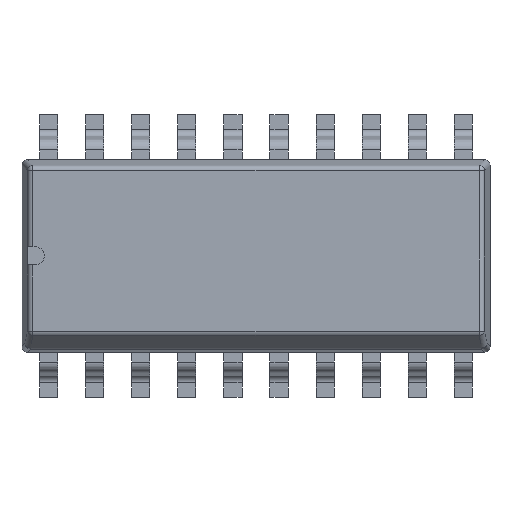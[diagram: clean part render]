
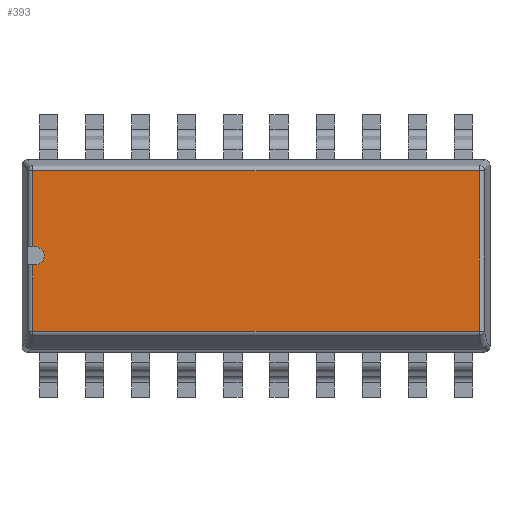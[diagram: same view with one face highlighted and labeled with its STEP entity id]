
A CAD part, top view. The second image highlights one B-rep face of the part: STEP entity #393.
In plain terms, the highlighted planar face has unit normal (0, 0, 1).
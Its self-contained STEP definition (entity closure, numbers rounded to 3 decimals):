
#190 = LINE ( 'NONE', #9504, #15117 ) ;
#393 = ADVANCED_FACE ( 'NONE', ( #4206 ), #3678, .F. ) ;
#583 = CARTESIAN_POINT ( 'NONE',  ( 6.148, -2.077, 2. ) ) ;
#817 = EDGE_CURVE ( 'NONE', #6170, #12232, #4842, .T. ) ;
#919 = CARTESIAN_POINT ( 'NONE',  ( -6.081, 0., 2. ) ) ;
#1097 = CARTESIAN_POINT ( 'NONE',  ( -6.148, 2.348, 2. ) ) ;
#1277 = VERTEX_POINT ( 'NONE', #11652 ) ;
#2032 = CARTESIAN_POINT ( 'NONE',  ( -6.274, 2.348, 2. ) ) ;
#2118 = DIRECTION ( 'NONE',  ( -1., 0., 0. ) ) ;
#2308 = CARTESIAN_POINT ( 'NONE',  ( -6.081, 0., 2. ) ) ;
#2400 = AXIS2_PLACEMENT_3D ( 'NONE', #3335, #3283, #3175 ) ;
#2683 = CARTESIAN_POINT ( 'NONE',  ( -6.148, -2.147, 2. ) ) ;
#2826 = CIRCLE ( 'NONE', #3089, 0.25 ) ;
#2973 = DIRECTION ( 'NONE',  ( 0., 1., 0. ) ) ;
#2976 = ORIENTED_EDGE ( 'NONE', *, *, #14294, .T. ) ;
#3018 = CARTESIAN_POINT ( 'NONE',  ( -6.148, -2.077, 2. ) ) ;
#3089 = AXIS2_PLACEMENT_3D ( 'NONE', #919, #9299, #2118 ) ;
#3175 = DIRECTION ( 'NONE',  ( -1., 0., 0. ) ) ;
#3185 = VERTEX_POINT ( 'NONE', #3018 ) ;
#3283 = DIRECTION ( 'NONE',  ( 0., 0., -1. ) ) ;
#3335 = CARTESIAN_POINT ( 'NONE',  ( 0., 0., 2. ) ) ;
#3545 = ORIENTED_EDGE ( 'NONE', *, *, #11045, .T. ) ;
#3551 = DIRECTION ( 'NONE',  ( -1., 0., 0. ) ) ;
#3561 = LINE ( 'NONE', #5004, #9509 ) ;
#3675 = EDGE_LOOP ( 'NONE', ( #12575, #13444, #13957, #14671, #12764, #13998, #7339, #3545, #2976 ) ) ;
#3678 = PLANE ( 'NONE',  #2400 ) ;
#3925 = VECTOR ( 'NONE', #11017, 1000. ) ;
#4206 = FACE_OUTER_BOUND ( 'NONE', #3675, .T. ) ;
#4276 = EDGE_CURVE ( 'NONE', #6170, #3185, #7403, .T. ) ;
#4842 = LINE ( 'NONE', #12186, #8037 ) ;
#5004 = CARTESIAN_POINT ( 'NONE',  ( -6.45, 0.25, 2. ) ) ;
#5154 = DIRECTION ( 'NONE',  ( 1., 0., 0. ) ) ;
#5191 = VERTEX_POINT ( 'NONE', #1097 ) ;
#5329 = CARTESIAN_POINT ( 'NONE',  ( -6.081, -0.25, 2. ) ) ;
#5381 = VECTOR ( 'NONE', #10376, 1000. ) ;
#6012 = DIRECTION ( 'NONE',  ( 1., 0., 0. ) ) ;
#6170 = VERTEX_POINT ( 'NONE', #11586 ) ;
#6232 = DIRECTION ( 'NONE',  ( -1., 0., 0. ) ) ;
#6521 = VERTEX_POINT ( 'NONE', #7742 ) ;
#7339 = ORIENTED_EDGE ( 'NONE', *, *, #9255, .T. ) ;
#7403 = LINE ( 'NONE', #10938, #14968 ) ;
#7742 = CARTESIAN_POINT ( 'NONE',  ( -5.831, 0., 2. ) ) ;
#8037 = VECTOR ( 'NONE', #5154, 1000. ) ;
#8358 = LINE ( 'NONE', #10096, #14492 ) ;
#9048 = EDGE_CURVE ( 'NONE', #6521, #15006, #2826, .T. ) ;
#9255 = EDGE_CURVE ( 'NONE', #3185, #15098, #190, .T. ) ;
#9299 = DIRECTION ( 'NONE',  ( 0., 0., 1. ) ) ;
#9504 = CARTESIAN_POINT ( 'NONE',  ( 6.274, -2.077, 2. ) ) ;
#9509 = VECTOR ( 'NONE', #6232, 1000. ) ;
#9711 = DIRECTION ( 'NONE',  ( 0., -1., 0. ) ) ;
#10096 = CARTESIAN_POINT ( 'NONE',  ( 6.148, 2.474, 2. ) ) ;
#10376 = DIRECTION ( 'NONE',  ( -1., 0., 0. ) ) ;
#10510 = EDGE_CURVE ( 'NONE', #12232, #6521, #10753, .T. ) ;
#10635 = EDGE_CURVE ( 'NONE', #5191, #1277, #12922, .T. ) ;
#10654 = DIRECTION ( 'NONE',  ( 0., 0., 1. ) ) ;
#10753 = CIRCLE ( 'NONE', #14925, 0.25 ) ;
#10938 = CARTESIAN_POINT ( 'NONE',  ( -6.148, -2.147, 2. ) ) ;
#11017 = DIRECTION ( 'NONE',  ( 0., -1., 0. ) ) ;
#11045 = EDGE_CURVE ( 'NONE', #15098, #12564, #8358, .T. ) ;
#11223 = CARTESIAN_POINT ( 'NONE',  ( -6.081, 0.25, 2. ) ) ;
#11586 = CARTESIAN_POINT ( 'NONE',  ( -6.148, -0.25, 2. ) ) ;
#11652 = CARTESIAN_POINT ( 'NONE',  ( -6.148, 0.25, 2. ) ) ;
#12186 = CARTESIAN_POINT ( 'NONE',  ( -6.081, -0.25, 2. ) ) ;
#12232 = VERTEX_POINT ( 'NONE', #5329 ) ;
#12564 = VERTEX_POINT ( 'NONE', #14898 ) ;
#12575 = ORIENTED_EDGE ( 'NONE', *, *, #10635, .T. ) ;
#12764 = ORIENTED_EDGE ( 'NONE', *, *, #817, .F. ) ;
#12922 = LINE ( 'NONE', #2683, #3925 ) ;
#13235 = EDGE_CURVE ( 'NONE', #15006, #1277, #3561, .T. ) ;
#13444 = ORIENTED_EDGE ( 'NONE', *, *, #13235, .F. ) ;
#13957 = ORIENTED_EDGE ( 'NONE', *, *, #9048, .F. ) ;
#13998 = ORIENTED_EDGE ( 'NONE', *, *, #4276, .T. ) ;
#14294 = EDGE_CURVE ( 'NONE', #12564, #5191, #14307, .T. ) ;
#14307 = LINE ( 'NONE', #2032, #5381 ) ;
#14492 = VECTOR ( 'NONE', #2973, 1000. ) ;
#14671 = ORIENTED_EDGE ( 'NONE', *, *, #10510, .F. ) ;
#14898 = CARTESIAN_POINT ( 'NONE',  ( 6.148, 2.348, 2. ) ) ;
#14925 = AXIS2_PLACEMENT_3D ( 'NONE', #2308, #10654, #3551 ) ;
#14968 = VECTOR ( 'NONE', #9711, 1000. ) ;
#15006 = VERTEX_POINT ( 'NONE', #11223 ) ;
#15098 = VERTEX_POINT ( 'NONE', #583 ) ;
#15117 = VECTOR ( 'NONE', #6012, 1000. ) ;
